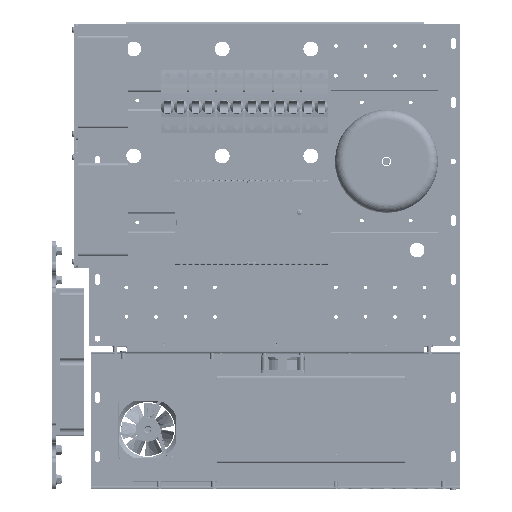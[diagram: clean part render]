
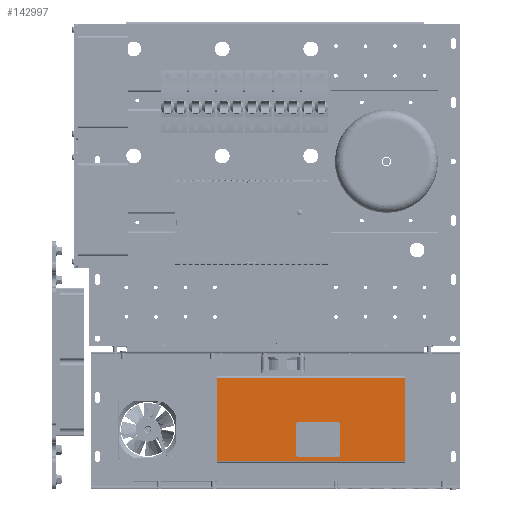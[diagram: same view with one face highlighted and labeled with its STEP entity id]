
A CAD part, top view. The second image highlights one B-rep face of the part: STEP entity #142997.
In plain terms, the highlighted face is planar.
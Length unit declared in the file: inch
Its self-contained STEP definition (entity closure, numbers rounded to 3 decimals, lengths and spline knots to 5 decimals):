
#63 = DIRECTION ( 'NONE',  ( 0., -1., 0. ) ) ;
#993 = VERTEX_POINT ( 'NONE', #58734 ) ;
#1768 = ORIENTED_EDGE ( 'NONE', *, *, #102438, .T. ) ;
#2422 = AXIS2_PLACEMENT_3D ( 'NONE', #49518, #146094, #83791 ) ;
#3010 = CARTESIAN_POINT ( 'NONE',  ( -3.20866, -1.181, -4.45669 ) ) ;
#5849 = CIRCLE ( 'NONE', #49606, 0.05906 ) ;
#6131 = VERTEX_POINT ( 'NONE', #147958 ) ;
#10109 = DIRECTION ( 'NONE',  ( 1., 0., 0. ) ) ;
#10278 = DIRECTION ( 'NONE',  ( 0., 1., 0. ) ) ;
#11166 = VERTEX_POINT ( 'NONE', #67426 ) ;
#11830 = DIRECTION ( 'NONE',  ( 0., 0., 1. ) ) ;
#14738 = EDGE_CURVE ( 'NONE', #118176, #116726, #128030, .T. ) ;
#15469 = FACE_OUTER_BOUND ( 'NONE', #76248, .T. ) ;
#15547 = DIRECTION ( 'NONE',  ( 1., 0., 0. ) ) ;
#18419 = ORIENTED_EDGE ( 'NONE', *, *, #36152, .T. ) ;
#18843 = LINE ( 'NONE', #3010, #80271 ) ;
#21406 = CARTESIAN_POINT ( 'NONE',  ( -3.20866, 2.52359, -2.89407 ) ) ;
#21910 = EDGE_CURVE ( 'NONE', #110406, #179096, #142521, .T. ) ;
#22963 = CARTESIAN_POINT ( 'NONE',  ( -3.20866, -1.181, -0.0315 ) ) ;
#23039 = VECTOR ( 'NONE', #10278, 39.37008 ) ;
#26598 = ORIENTED_EDGE ( 'NONE', *, *, #86587, .F. ) ;
#27188 = CARTESIAN_POINT ( 'NONE',  ( -3.20866, 4.17713, -2.89407 ) ) ;
#28840 = ORIENTED_EDGE ( 'NONE', *, *, #136478, .T. ) ;
#30303 = LINE ( 'NONE', #135057, #23039 ) ;
#33508 = VERTEX_POINT ( 'NONE', #90596 ) ;
#35575 = CARTESIAN_POINT ( 'NONE',  ( -3.20866, 2.52359, -3.76021 ) ) ;
#36152 = EDGE_CURVE ( 'NONE', #118176, #90047, #18843, .T. ) ;
#37890 = CARTESIAN_POINT ( 'NONE',  ( -3.20866, 8.85837, -0.0315 ) ) ;
#39256 = DIRECTION ( 'NONE',  ( 0., -1., 0. ) ) ;
#41160 = CARTESIAN_POINT ( 'NONE',  ( -3.20866, -1.181, -14.87242 ) ) ;
#42320 = DIRECTION ( 'NONE',  ( 0., 0., -1. ) ) ;
#43052 = CARTESIAN_POINT ( 'NONE',  ( -3.20866, -1.181, -4.45669 ) ) ;
#44448 = AXIS2_PLACEMENT_3D ( 'NONE', #100419, #70299, #54520 ) ;
#44516 = EDGE_CURVE ( 'NONE', #88242, #53584, #117903, .T. ) ;
#46623 = CARTESIAN_POINT ( 'NONE',  ( -3.20866, 2.44485, -2.57911 ) ) ;
#46772 = EDGE_LOOP ( 'NONE', ( #90580 ) ) ;
#47427 = LINE ( 'NONE', #84590, #79340 ) ;
#49518 = CARTESIAN_POINT ( 'NONE',  ( -3.20866, 2.75981, -2.89407 ) ) ;
#49606 = AXIS2_PLACEMENT_3D ( 'NONE', #46623, #65126, #63 ) ;
#50306 = DIRECTION ( 'NONE',  ( 0., -1., 0. ) ) ;
#51936 = VERTEX_POINT ( 'NONE', #62295 ) ;
#53584 = VERTEX_POINT ( 'NONE', #35575 ) ;
#53690 = CIRCLE ( 'NONE', #2422, 0.23622 ) ;
#54028 = CIRCLE ( 'NONE', #116628, 0.05906 ) ;
#54435 = ORIENTED_EDGE ( 'NONE', *, *, #61891, .T. ) ;
#54505 = VERTEX_POINT ( 'NONE', #75370 ) ;
#54520 = DIRECTION ( 'NONE',  ( 0., -1., 0. ) ) ;
#57211 = FACE_BOUND ( 'NONE', #95385, .T. ) ;
#58734 = CARTESIAN_POINT ( 'NONE',  ( -3.20866, 2.75981, -3.99643 ) ) ;
#59069 = VECTOR ( 'NONE', #115350, 39.37008 ) ;
#60142 = CARTESIAN_POINT ( 'NONE',  ( -3.20866, 2.75981, -3.76021 ) ) ;
#61300 = EDGE_CURVE ( 'NONE', #993, #110406, #30303, .T. ) ;
#61891 = EDGE_CURVE ( 'NONE', #53584, #993, #179823, .T. ) ;
#62295 = CARTESIAN_POINT ( 'NONE',  ( -3.20866, 2.3858, -2.57911 ) ) ;
#64534 = FACE_BOUND ( 'NONE', #86403, .T. ) ;
#65126 = DIRECTION ( 'NONE',  ( -1., 0., 0. ) ) ;
#66171 = AXIS2_PLACEMENT_3D ( 'NONE', #151630, #170022, #91319 ) ;
#67409 = CARTESIAN_POINT ( 'NONE',  ( -3.20866, 4.49209, -2.57911 ) ) ;
#67426 = CARTESIAN_POINT ( 'NONE',  ( -3.20866, 2.75981, -2.65785 ) ) ;
#70299 = DIRECTION ( 'NONE',  ( -1., 0., 0. ) ) ;
#70502 = LINE ( 'NONE', #167944, #134239 ) ;
#72490 = ORIENTED_EDGE ( 'NONE', *, *, #61300, .T. ) ;
#73164 = ORIENTED_EDGE ( 'NONE', *, *, #44516, .T. ) ;
#74516 = EDGE_CURVE ( 'NONE', #193080, #193080, #54028, .T. ) ;
#75370 = CARTESIAN_POINT ( 'NONE',  ( -3.20866, 4.43304, -2.57911 ) ) ;
#75851 = ORIENTED_EDGE ( 'NONE', *, *, #130649, .T. ) ;
#76248 = EDGE_LOOP ( 'NONE', ( #185616, #96131, #100853, #18419 ) ) ;
#79340 = VECTOR ( 'NONE', #39256, 39.37008 ) ;
#80271 = VECTOR ( 'NONE', #50306, 39.37008 ) ;
#82481 = CARTESIAN_POINT ( 'NONE',  ( -3.20866, 4.17713, -2.65785 ) ) ;
#82540 = DIRECTION ( 'NONE',  ( -1., 0., 0. ) ) ;
#83791 = DIRECTION ( 'NONE',  ( 0., 0., -1. ) ) ;
#84590 = CARTESIAN_POINT ( 'NONE',  ( -3.20866, 4.17713, -2.65785 ) ) ;
#86403 = EDGE_LOOP ( 'NONE', ( #100471, #198140, #28840, #75851, #1768, #73164, #54435, #72490 ) ) ;
#86587 = EDGE_CURVE ( 'NONE', #33508, #33508, #144122, .T. ) ;
#88242 = VERTEX_POINT ( 'NONE', #141023 ) ;
#90047 = VERTEX_POINT ( 'NONE', #43052 ) ;
#90580 = ORIENTED_EDGE ( 'NONE', *, *, #74516, .F. ) ;
#90596 = CARTESIAN_POINT ( 'NONE',  ( -3.20866, 2.3858, -4.07517 ) ) ;
#91319 = DIRECTION ( 'NONE',  ( 0., -1., 0. ) ) ;
#91402 = AXIS2_PLACEMENT_3D ( 'NONE', #60142, #154647, #92305 ) ;
#91880 = EDGE_LOOP ( 'NONE', ( #157441 ) ) ;
#92305 = DIRECTION ( 'NONE',  ( 0., 0., -1. ) ) ;
#95385 = EDGE_LOOP ( 'NONE', ( #26598 ) ) ;
#95812 = VECTOR ( 'NONE', #105840, 39.37008 ) ;
#96131 = ORIENTED_EDGE ( 'NONE', *, *, #114575, .T. ) ;
#96319 = FACE_BOUND ( 'NONE', #193695, .T. ) ;
#100419 = CARTESIAN_POINT ( 'NONE',  ( -3.20866, -1.181, -14.87242 ) ) ;
#100471 = ORIENTED_EDGE ( 'NONE', *, *, #21910, .T. ) ;
#100853 = ORIENTED_EDGE ( 'NONE', *, *, #14738, .F. ) ;
#101947 = CARTESIAN_POINT ( 'NONE',  ( -3.20866, 8.85837, -14.87242 ) ) ;
#102438 = EDGE_CURVE ( 'NONE', #11166, #88242, #53690, .T. ) ;
#102495 = EDGE_CURVE ( 'NONE', #90047, #153887, #200445, .T. ) ;
#105840 = DIRECTION ( 'NONE',  ( 0., 0., 1. ) ) ;
#106157 = CARTESIAN_POINT ( 'NONE',  ( -3.20866, 4.49209, -4.07517 ) ) ;
#109504 = CARTESIAN_POINT ( 'NONE',  ( -3.20866, 4.17713, -3.76021 ) ) ;
#110406 = VERTEX_POINT ( 'NONE', #131127 ) ;
#114575 = EDGE_CURVE ( 'NONE', #153887, #116726, #70502, .T. ) ;
#115350 = DIRECTION ( 'NONE',  ( 0., 0., -1. ) ) ;
#116628 = AXIS2_PLACEMENT_3D ( 'NONE', #106157, #119860, #121204 ) ;
#116726 = VERTEX_POINT ( 'NONE', #37890 ) ;
#117903 = LINE ( 'NONE', #21406, #59069 ) ;
#118176 = VERTEX_POINT ( 'NONE', #151901 ) ;
#119860 = DIRECTION ( 'NONE',  ( -1., 0., 0. ) ) ;
#120397 = LINE ( 'NONE', #153702, #95812 ) ;
#121204 = DIRECTION ( 'NONE',  ( 0., -1., 0. ) ) ;
#122158 = DIRECTION ( 'NONE',  ( 0., 1., 0. ) ) ;
#123981 = CARTESIAN_POINT ( 'NONE',  ( -3.20866, 4.41335, -3.76021 ) ) ;
#128030 = LINE ( 'NONE', #101947, #172134 ) ;
#130394 = EDGE_CURVE ( 'NONE', #54505, #54505, #172619, .T. ) ;
#130649 = EDGE_CURVE ( 'NONE', #136800, #11166, #47427, .T. ) ;
#131127 = CARTESIAN_POINT ( 'NONE',  ( -3.20866, 4.17713, -3.99643 ) ) ;
#134239 = VECTOR ( 'NONE', #122158, 39.37008 ) ;
#135057 = CARTESIAN_POINT ( 'NONE',  ( -3.20866, 2.75981, -3.99643 ) ) ;
#136478 = EDGE_CURVE ( 'NONE', #6131, #136800, #185134, .T. ) ;
#136800 = VERTEX_POINT ( 'NONE', #82481 ) ;
#138739 = EDGE_CURVE ( 'NONE', #179096, #6131, #120397, .T. ) ;
#141023 = CARTESIAN_POINT ( 'NONE',  ( -3.20866, 2.52359, -2.89407 ) ) ;
#142521 = CIRCLE ( 'NONE', #147798, 0.23622 ) ;
#142667 = EDGE_CURVE ( 'NONE', #51936, #51936, #5849, .T. ) ;
#142997 = ADVANCED_FACE ( 'NONE', ( #64534, #57211, #96319, #150400, #194339, #15469 ), #148374, .T. ) ;
#144122 = CIRCLE ( 'NONE', #66171, 0.05906 ) ;
#146094 = DIRECTION ( 'NONE',  ( 1., 0., 0. ) ) ;
#147798 = AXIS2_PLACEMENT_3D ( 'NONE', #109504, #15547, #171750 ) ;
#147958 = CARTESIAN_POINT ( 'NONE',  ( -3.20866, 4.41335, -2.89407 ) ) ;
#148374 = PLANE ( 'NONE',  #44448 ) ;
#150400 = FACE_BOUND ( 'NONE', #91880, .T. ) ;
#150778 = DIRECTION ( 'NONE',  ( 0., 0., 1. ) ) ;
#151630 = CARTESIAN_POINT ( 'NONE',  ( -3.20866, 2.44485, -4.07517 ) ) ;
#151901 = CARTESIAN_POINT ( 'NONE',  ( -3.20866, 8.85837, -4.45669 ) ) ;
#153702 = CARTESIAN_POINT ( 'NONE',  ( -3.20866, 4.41335, -3.76021 ) ) ;
#153887 = VERTEX_POINT ( 'NONE', #22963 ) ;
#154647 = DIRECTION ( 'NONE',  ( 1., 0., 0. ) ) ;
#157441 = ORIENTED_EDGE ( 'NONE', *, *, #130394, .F. ) ;
#161255 = DIRECTION ( 'NONE',  ( 0., -1., 0. ) ) ;
#165662 = AXIS2_PLACEMENT_3D ( 'NONE', #67409, #82540, #161255 ) ;
#167944 = CARTESIAN_POINT ( 'NONE',  ( -3.20866, -1.181, -0.0315 ) ) ;
#170022 = DIRECTION ( 'NONE',  ( -1., 0., 0. ) ) ;
#171750 = DIRECTION ( 'NONE',  ( 0., 0., -1. ) ) ;
#172134 = VECTOR ( 'NONE', #11830, 39.37008 ) ;
#172619 = CIRCLE ( 'NONE', #165662, 0.05906 ) ;
#179096 = VERTEX_POINT ( 'NONE', #123981 ) ;
#179823 = CIRCLE ( 'NONE', #91402, 0.23622 ) ;
#182470 = AXIS2_PLACEMENT_3D ( 'NONE', #27188, #10109, #42320 ) ;
#185134 = CIRCLE ( 'NONE', #182470, 0.23622 ) ;
#185616 = ORIENTED_EDGE ( 'NONE', *, *, #102495, .T. ) ;
#185681 = CARTESIAN_POINT ( 'NONE',  ( -3.20866, 4.43304, -4.07517 ) ) ;
#193080 = VERTEX_POINT ( 'NONE', #185681 ) ;
#193695 = EDGE_LOOP ( 'NONE', ( #201632 ) ) ;
#194339 = FACE_BOUND ( 'NONE', #46772, .T. ) ;
#195547 = VECTOR ( 'NONE', #150778, 39.37008 ) ;
#198140 = ORIENTED_EDGE ( 'NONE', *, *, #138739, .T. ) ;
#200445 = LINE ( 'NONE', #41160, #195547 ) ;
#201632 = ORIENTED_EDGE ( 'NONE', *, *, #142667, .F. ) ;
